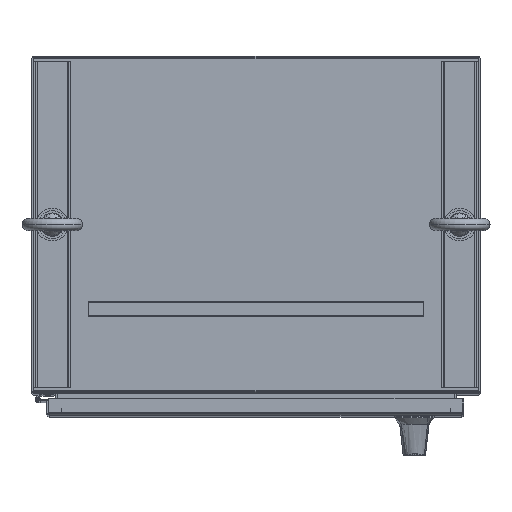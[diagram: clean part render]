
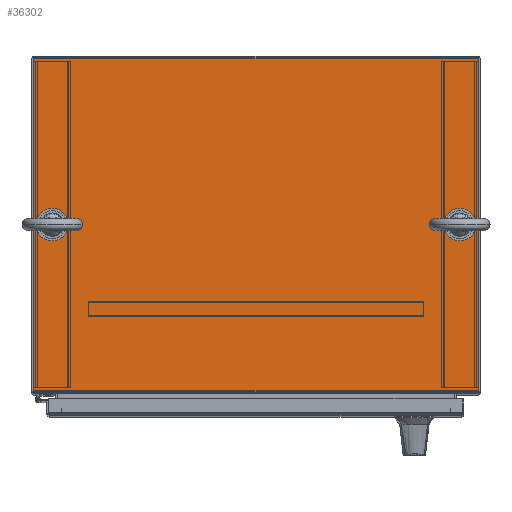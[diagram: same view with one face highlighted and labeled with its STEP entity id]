
A CAD part, top view. The second image highlights one B-rep face of the part: STEP entity #36302.
In plain terms, the highlighted planar face has unit normal (0, 0, 1).
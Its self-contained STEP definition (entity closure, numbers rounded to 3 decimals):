
#64 = DIRECTION ( 'NONE',  ( 1., 0., 0. ) ) ;
#1906 = VECTOR ( 'NONE', #7896, 39.37 ) ;
#1917 = VECTOR ( 'NONE', #34070, 39.37 ) ;
#2206 = EDGE_LOOP ( 'NONE', ( #51042, #39517 ) ) ;
#3149 = VERTEX_POINT ( 'NONE', #53358 ) ;
#4559 = DIRECTION ( 'NONE',  ( 0., 0., -1. ) ) ;
#4646 = VERTEX_POINT ( 'NONE', #39910 ) ;
#7507 = CARTESIAN_POINT ( 'NONE',  ( -2.31, -8.968, 72.06 ) ) ;
#7579 = CARTESIAN_POINT ( 'NONE',  ( -0.935, -18., 72.06 ) ) ;
#7896 = DIRECTION ( 'NONE',  ( 0., 1., 0. ) ) ;
#8070 = DIRECTION ( 'NONE',  ( 0., 0., -1. ) ) ;
#10143 = DIRECTION ( 'NONE',  ( -1., 0., 0. ) ) ;
#10495 = EDGE_CURVE ( 'NONE', #30140, #41546, #55725, .T. ) ;
#12521 = AXIS2_PLACEMENT_3D ( 'NONE', #48754, #18074, #13069 ) ;
#12623 = VERTEX_POINT ( 'NONE', #7507 ) ;
#12631 = AXIS2_PLACEMENT_3D ( 'NONE', #24568, #4559, #20867 ) ;
#12766 = EDGE_CURVE ( 'NONE', #64280, #30140, #54831, .T. ) ;
#13069 = DIRECTION ( 'NONE',  ( 1., 0., 0. ) ) ;
#14063 = CARTESIAN_POINT ( 'NONE',  ( -23.805, -8.968, 72.06 ) ) ;
#14182 = ORIENTED_EDGE ( 'NONE', *, *, #16988, .T. ) ;
#15701 = VECTOR ( 'NONE', #10143, 39.37 ) ;
#16988 = EDGE_CURVE ( 'NONE', #3149, #25288, #47757, .T. ) ;
#18074 = DIRECTION ( 'NONE',  ( 0., 0., 1. ) ) ;
#18460 = AXIS2_PLACEMENT_3D ( 'NONE', #14063, #8070, #54422 ) ;
#19494 = VERTEX_POINT ( 'NONE', #45089 ) ;
#20867 = DIRECTION ( 'NONE',  ( 1., 0., 0. ) ) ;
#21354 = EDGE_CURVE ( 'NONE', #25288, #3149, #63223, .T. ) ;
#21360 = CIRCLE ( 'NONE', #54373, 0.375 ) ;
#21773 = LINE ( 'NONE', #26465, #15701 ) ;
#22423 = FACE_OUTER_BOUND ( 'NONE', #58730, .T. ) ;
#22504 = CARTESIAN_POINT ( 'NONE',  ( -0.935, -17.857, 72.06 ) ) ;
#23080 = FACE_BOUND ( 'NONE', #41571, .T. ) ;
#23746 = ORIENTED_EDGE ( 'NONE', *, *, #36021, .T. ) ;
#24264 = DIRECTION ( 'NONE',  ( 0., 0., -1. ) ) ;
#24568 = CARTESIAN_POINT ( 'NONE',  ( -23.805, -8.968, 72.06 ) ) ;
#24726 = CARTESIAN_POINT ( 'NONE',  ( -1.935, -8.968, 72.06 ) ) ;
#25288 = VERTEX_POINT ( 'NONE', #46727 ) ;
#26465 = CARTESIAN_POINT ( 'NONE',  ( -24.805, 0., 72.06 ) ) ;
#27801 = EDGE_CURVE ( 'NONE', #19494, #64280, #21773, .T. ) ;
#28726 = ORIENTED_EDGE ( 'NONE', *, *, #10495, .T. ) ;
#30140 = VERTEX_POINT ( 'NONE', #65306 ) ;
#30825 = EDGE_CURVE ( 'NONE', #12623, #4646, #53699, .T. ) ;
#32448 = ORIENTED_EDGE ( 'NONE', *, *, #12766, .T. ) ;
#34070 = DIRECTION ( 'NONE',  ( 1., 0., 0. ) ) ;
#36021 = EDGE_CURVE ( 'NONE', #41546, #19494, #38915, .T. ) ;
#36302 = ADVANCED_FACE ( 'NONE', ( #22423, #42439, #23080 ), #43408, .T. ) ;
#36654 = AXIS2_PLACEMENT_3D ( 'NONE', #24726, #40733, #64 ) ;
#38832 = DIRECTION ( 'NONE',  ( 0., -1., 0. ) ) ;
#38915 = LINE ( 'NONE', #7579, #1906 ) ;
#38943 = DIRECTION ( 'NONE',  ( 1., 0., 0. ) ) ;
#38965 = VECTOR ( 'NONE', #38832, 39.37 ) ;
#39517 = ORIENTED_EDGE ( 'NONE', *, *, #30825, .T. ) ;
#39910 = CARTESIAN_POINT ( 'NONE',  ( -1.56, -8.968, 72.06 ) ) ;
#40733 = DIRECTION ( 'NONE',  ( 0., 0., -1. ) ) ;
#41546 = VERTEX_POINT ( 'NONE', #22504 ) ;
#41571 = EDGE_LOOP ( 'NONE', ( #53067, #14182 ) ) ;
#42439 = FACE_BOUND ( 'NONE', #2206, .T. ) ;
#43408 = PLANE ( 'NONE',  #12521 ) ;
#45089 = CARTESIAN_POINT ( 'NONE',  ( -0.935, 0., 72.06 ) ) ;
#46727 = CARTESIAN_POINT ( 'NONE',  ( -23.43, -8.968, 72.06 ) ) ;
#47757 = CIRCLE ( 'NONE', #12631, 0.375 ) ;
#48754 = CARTESIAN_POINT ( 'NONE',  ( -24.805, -18., 72.06 ) ) ;
#51042 = ORIENTED_EDGE ( 'NONE', *, *, #62510, .T. ) ;
#53067 = ORIENTED_EDGE ( 'NONE', *, *, #21354, .T. ) ;
#53358 = CARTESIAN_POINT ( 'NONE',  ( -24.18, -8.968, 72.06 ) ) ;
#53699 = CIRCLE ( 'NONE', #36654, 0.375 ) ;
#54373 = AXIS2_PLACEMENT_3D ( 'NONE', #64275, #24264, #38943 ) ;
#54422 = DIRECTION ( 'NONE',  ( 1., 0., 0. ) ) ;
#54831 = LINE ( 'NONE', #59508, #38965 ) ;
#55725 = LINE ( 'NONE', #60722, #1917 ) ;
#58079 = ORIENTED_EDGE ( 'NONE', *, *, #27801, .T. ) ;
#58730 = EDGE_LOOP ( 'NONE', ( #23746, #58079, #32448, #28726 ) ) ;
#59508 = CARTESIAN_POINT ( 'NONE',  ( -24.805, -18., 72.06 ) ) ;
#60722 = CARTESIAN_POINT ( 'NONE',  ( -24.805, -17.857, 72.06 ) ) ;
#62510 = EDGE_CURVE ( 'NONE', #4646, #12623, #21360, .T. ) ;
#63223 = CIRCLE ( 'NONE', #18460, 0.375 ) ;
#63480 = CARTESIAN_POINT ( 'NONE',  ( -24.805, 0., 72.06 ) ) ;
#64275 = CARTESIAN_POINT ( 'NONE',  ( -1.935, -8.968, 72.06 ) ) ;
#64280 = VERTEX_POINT ( 'NONE', #63480 ) ;
#65306 = CARTESIAN_POINT ( 'NONE',  ( -24.805, -17.857, 72.06 ) ) ;
